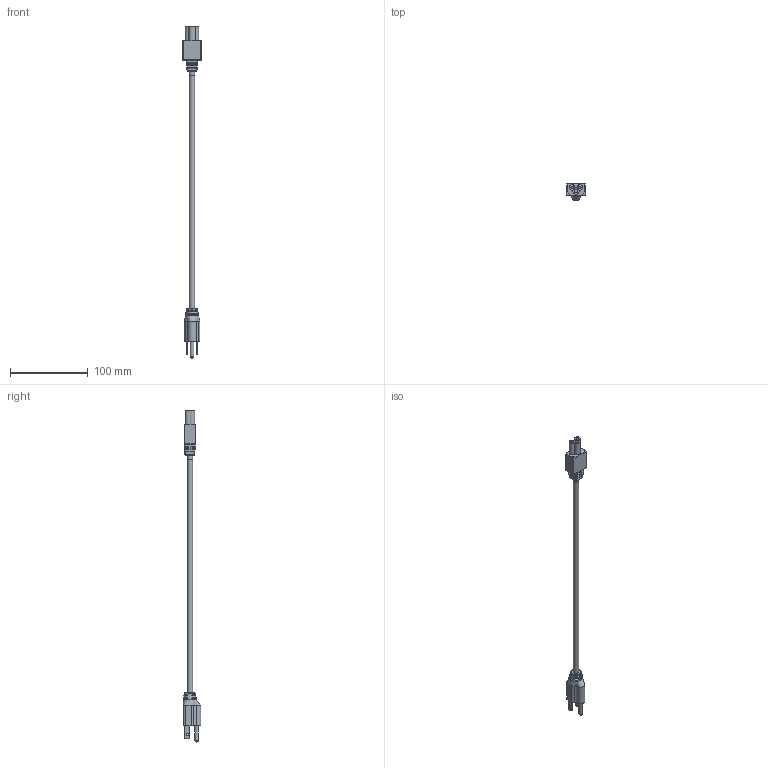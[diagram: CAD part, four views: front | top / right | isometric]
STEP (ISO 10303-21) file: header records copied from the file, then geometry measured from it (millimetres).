
FILE_DESCRIPTION (( 'STEP AP214' ), '1' );
FILE_NAME ('1150-Z1P-A.STEP', '2013-05-15T14:56:44', ( '3DAssist' ), ( '' ), 'SwSTEP 2.0', 'SolidWorks 2013', '' );
FILE_SCHEMA (( 'AUTOMOTIVE_DESIGN' ));
Length unit declared in the file: millimetre
Products named in the file (1): 1150-Z1P-A
Bounding box: 24 x 22.5 x 426 mm (x, y, z)
Volume: 37369.6 mm3; surface area: 16586.1 mm2
Topology: 3 solids, 3 shells, 197 faces, 492 edges, 310 vertices
Faces by surface type: plane 110, cylinder 67, sphere 16, torus 2, cone 1, bspline 1
Full cylindrical faces by diameter (mm): 3 x2, 3.2 x2, 4 x1, 4.75 x1, 6.8 x2
Entity records: 8194 total; most frequent: CARTESIAN_POINT 1450, ORIENTED_EDGE 944, DIRECTION 910, EDGE_CURVE 472, VERTEX_POINT 306, VECTOR 304, LINE 304, AXIS2_PLACEMENT_3D 303
